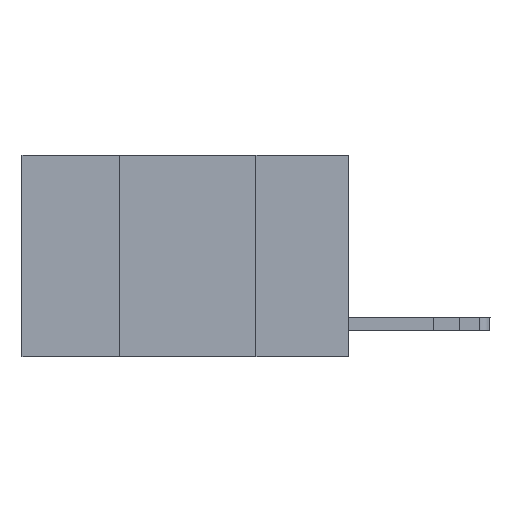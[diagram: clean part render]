
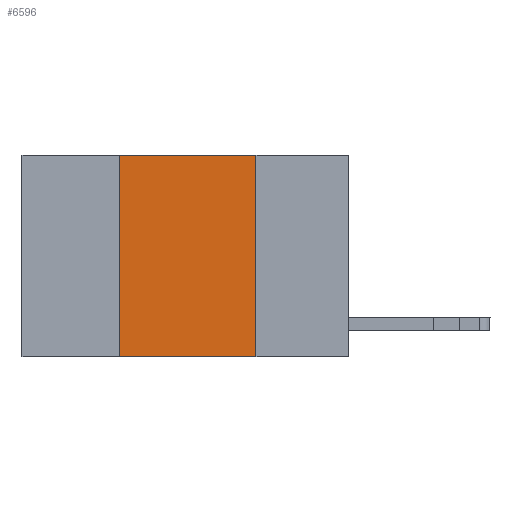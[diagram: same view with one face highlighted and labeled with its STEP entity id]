
A CAD part, left-side view. The second image highlights one B-rep face of the part: STEP entity #6596.
In plain terms, the highlighted planar face has unit normal (-1, 0, 0).
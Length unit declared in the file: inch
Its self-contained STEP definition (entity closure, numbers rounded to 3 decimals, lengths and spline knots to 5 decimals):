
#810 = DIRECTION ( 'NONE',  ( 0., -1., 0. ) ) ;
#1132 = EDGE_CURVE ( 'NONE', #2740, #10139, #10854, .T. ) ;
#1149 = DIRECTION ( 'NONE',  ( 1., 0., 0. ) ) ;
#1696 = ORIENTED_EDGE ( 'NONE', *, *, #4447, .F. ) ;
#1930 = CARTESIAN_POINT ( 'NONE',  ( 0., 0.17, 0. ) ) ;
#2035 = CARTESIAN_POINT ( 'NONE',  ( 0., 0.42, -0.37 ) ) ;
#2740 = VERTEX_POINT ( 'NONE', #2035 ) ;
#3699 = CARTESIAN_POINT ( 'NONE',  ( 0., 0.6, 0. ) ) ;
#3716 = VECTOR ( 'NONE', #810, 39.37008 ) ;
#3762 = CARTESIAN_POINT ( 'NONE',  ( 0., 0.42, 0. ) ) ;
#3774 = CARTESIAN_POINT ( 'NONE',  ( 0., 0.6, 0. ) ) ;
#4041 = CARTESIAN_POINT ( 'NONE',  ( 0., 0.6, -0.37 ) ) ;
#4447 = EDGE_CURVE ( 'NONE', #2740, #9788, #8017, .T. ) ;
#4819 = LINE ( 'NONE', #16890, #8980 ) ;
#5106 = AXIS2_PLACEMENT_3D ( 'NONE', #3774, #1149, #14927 ) ;
#5474 = DIRECTION ( 'NONE',  ( 0., -1., 0. ) ) ;
#6596 = ADVANCED_FACE ( 'NONE', ( #16188 ), #9427, .F. ) ;
#7331 = CARTESIAN_POINT ( 'NONE',  ( 0., 0.17, -0.37 ) ) ;
#8017 = LINE ( 'NONE', #14965, #15394 ) ;
#8120 = EDGE_CURVE ( 'NONE', #9788, #11524, #9348, .T. ) ;
#8980 = VECTOR ( 'NONE', #15625, 39.37008 ) ;
#9348 = LINE ( 'NONE', #3699, #3716 ) ;
#9427 = PLANE ( 'NONE',  #5106 ) ;
#9788 = VERTEX_POINT ( 'NONE', #3762 ) ;
#10139 = VERTEX_POINT ( 'NONE', #7331 ) ;
#10854 = LINE ( 'NONE', #4041, #17495 ) ;
#11524 = VERTEX_POINT ( 'NONE', #1930 ) ;
#13406 = DIRECTION ( 'NONE',  ( 0., 0., 1. ) ) ;
#14927 = DIRECTION ( 'NONE',  ( 0., 0., -1. ) ) ;
#14965 = CARTESIAN_POINT ( 'NONE',  ( 0., 0.42, 0. ) ) ;
#15394 = VECTOR ( 'NONE', #13406, 39.37008 ) ;
#15625 = DIRECTION ( 'NONE',  ( 0., 0., -1. ) ) ;
#16005 = EDGE_CURVE ( 'NONE', #11524, #10139, #4819, .T. ) ;
#16188 = FACE_OUTER_BOUND ( 'NONE', #16401, .T. ) ;
#16401 = EDGE_LOOP ( 'NONE', ( #17431, #17155, #1696, #16676 ) ) ;
#16676 = ORIENTED_EDGE ( 'NONE', *, *, #1132, .T. ) ;
#16890 = CARTESIAN_POINT ( 'NONE',  ( 0., 0.17, 0. ) ) ;
#17155 = ORIENTED_EDGE ( 'NONE', *, *, #8120, .F. ) ;
#17431 = ORIENTED_EDGE ( 'NONE', *, *, #16005, .F. ) ;
#17495 = VECTOR ( 'NONE', #5474, 39.37008 ) ;
